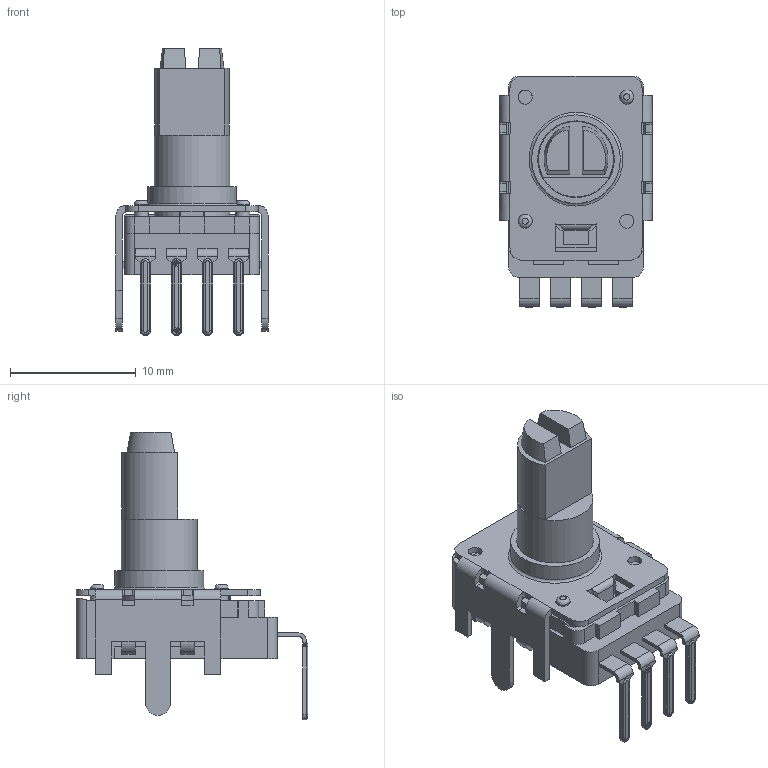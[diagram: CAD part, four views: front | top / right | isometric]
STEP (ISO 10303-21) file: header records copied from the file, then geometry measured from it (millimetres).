
FILE_DESCRIPTION(('FreeCAD Model'),'2;1');
FILE_NAME('rotary_poti.step', '2019-08-15T11:50:17',('kicad StepUp'),('ksu MCAD'), 'Open CASCADE STEP processor 7.3','FreeCAD','Unknown');
FILE_SCHEMA(('AUTOMOTIVE_DESIGN { 1 0 10303 214 1 1 1 1 }'));
Length unit declared in the file: millimetre
Products named in the file (1): Rotary_Poti
Bounding box: 12.1 x 18.4 x 22.85 mm (x, y, z)
Volume: 1199.4 mm3; surface area: 1619.9 mm2
Topology: 1 solids, 1 shells, 284 faces, 818 edges, 545 vertices
Faces by surface type: plane 186, cylinder 81, revolution 10, bspline 6, torus 1
Full cylindrical faces by diameter (mm): 1.1 x2, 1.12 x4, 6.04 x1, 6.1 x1, 7.05 x1
Entity records: 12793 total; most frequent: CARTESIAN_POINT 3177, ORIENTED_EDGE 1636, DIRECTION 1527, EDGE_CURVE 818, LINE 587, VECTOR 587, VERTEX_POINT 545, AXIS2_PLACEMENT_3D 465
